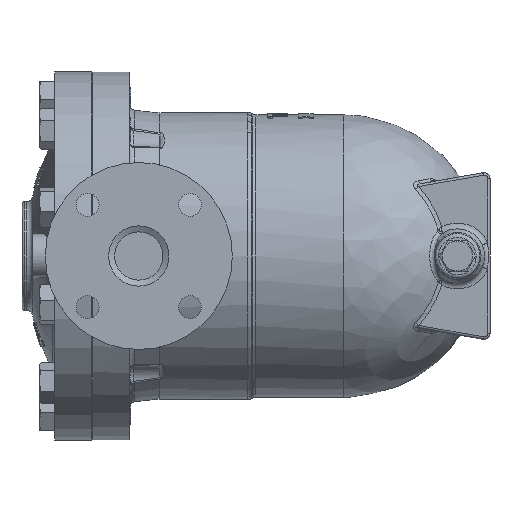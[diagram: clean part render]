
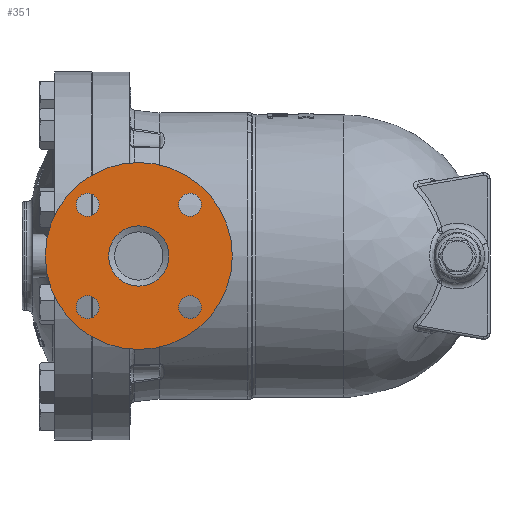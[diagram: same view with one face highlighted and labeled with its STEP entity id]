
A CAD part, left-side view. The second image highlights one B-rep face of the part: STEP entity #351.
In plain terms, the highlighted planar face has unit normal (-1, 0, 0).
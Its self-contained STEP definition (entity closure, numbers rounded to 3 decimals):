
#165=CARTESIAN_POINT('',(-229.0,39.5,0.0));
#166=VERTEX_POINT('',#165);
#167=CARTESIAN_POINT('',(-229.,-38.,0.0));
#168=DIRECTION('',(1.0,0.0,0.0));
#169=DIRECTION('',(0.0,1.0,0.0));
#170=AXIS2_PLACEMENT_3D('',#167,#168,#169);
#171=CIRCLE('',#170,77.5);
#172=EDGE_CURVE('',#166,#166,#171,.T.);
#188=CARTESIAN_POINT('',(-229.,-89.926,-42.426));
#189=VERTEX_POINT('',#188);
#190=CARTESIAN_POINT('',(-229.,-80.426,-42.426));
#191=DIRECTION('',(1.0,0.0,0.0));
#192=DIRECTION('',(0.0,-1.0,0.0));
#193=AXIS2_PLACEMENT_3D('',#190,#191,#192);
#194=CIRCLE('',#193,9.5);
#195=EDGE_CURVE('',#189,#189,#194,.T.);
#208=CARTESIAN_POINT('',(-229.,-80.426,51.926));
#209=VERTEX_POINT('',#208);
#210=CARTESIAN_POINT('',(-229.,-80.426,42.426));
#211=DIRECTION('',(1.0,0.0,0.0));
#212=DIRECTION('',(0.0,0.0,1.0));
#213=AXIS2_PLACEMENT_3D('',#210,#211,#212);
#214=CIRCLE('',#213,9.5);
#215=EDGE_CURVE('',#209,#209,#214,.T.);
#228=CARTESIAN_POINT('',(-229.0,13.926,42.426));
#229=VERTEX_POINT('',#228);
#230=CARTESIAN_POINT('',(-229.,4.426,42.426));
#231=DIRECTION('',(1.0,0.0,0.0));
#232=DIRECTION('',(0.0,1.0,0.0));
#233=AXIS2_PLACEMENT_3D('',#230,#231,#232);
#234=CIRCLE('',#233,9.5);
#235=EDGE_CURVE('',#229,#229,#234,.T.);
#248=CARTESIAN_POINT('',(-229.0,4.426,-51.926));
#249=VERTEX_POINT('',#248);
#250=CARTESIAN_POINT('',(-229.0,4.426,-42.426));
#251=DIRECTION('',(1.0,0.0,0.0));
#252=DIRECTION('',(0.0,0.0,-1.0));
#253=AXIS2_PLACEMENT_3D('',#250,#251,#252);
#254=CIRCLE('',#253,9.5);
#255=EDGE_CURVE('',#249,#249,#254,.T.);
#320=CARTESIAN_POINT('',(-229.0,13.25,0.0));
#321=DIRECTION('',(1.0,0.0,0.0));
#322=DIRECTION('',(0.0,0.0,-1.0));
#323=AXIS2_PLACEMENT_3D('',#320,#321,#322);
#324=PLANE('',#323);
#325=ORIENTED_EDGE('',*,*,#172,.F.);
#326=EDGE_LOOP('',(#325));
#327=FACE_OUTER_BOUND('',#326,.T.);
#328=ORIENTED_EDGE('',*,*,#195,.T.);
#329=EDGE_LOOP('',(#328));
#330=FACE_BOUND('',#329,.T.);
#331=ORIENTED_EDGE('',*,*,#215,.T.);
#332=EDGE_LOOP('',(#331));
#333=FACE_BOUND('',#332,.T.);
#334=ORIENTED_EDGE('',*,*,#235,.T.);
#335=EDGE_LOOP('',(#334));
#336=FACE_BOUND('',#335,.T.);
#337=ORIENTED_EDGE('',*,*,#255,.T.);
#338=EDGE_LOOP('',(#337));
#339=FACE_BOUND('',#338,.T.);
#340=CARTESIAN_POINT('',(-229.0,-13.,0.0));
#341=VERTEX_POINT('',#340);
#342=CARTESIAN_POINT('',(-229.0,-38.,0.0));
#343=DIRECTION('',(1.0,0.0,0.0));
#344=DIRECTION('',(0.0,1.0,0.0));
#345=AXIS2_PLACEMENT_3D('',#342,#343,#344);
#346=CIRCLE('',#345,25.);
#347=EDGE_CURVE('',#341,#341,#346,.T.);
#348=ORIENTED_EDGE('',*,*,#347,.T.);
#349=EDGE_LOOP('',(#348));
#350=FACE_BOUND('',#349,.T.);
#351=ADVANCED_FACE('',(#327,#330,#333,#336,#339,#350),#324,.F.);
